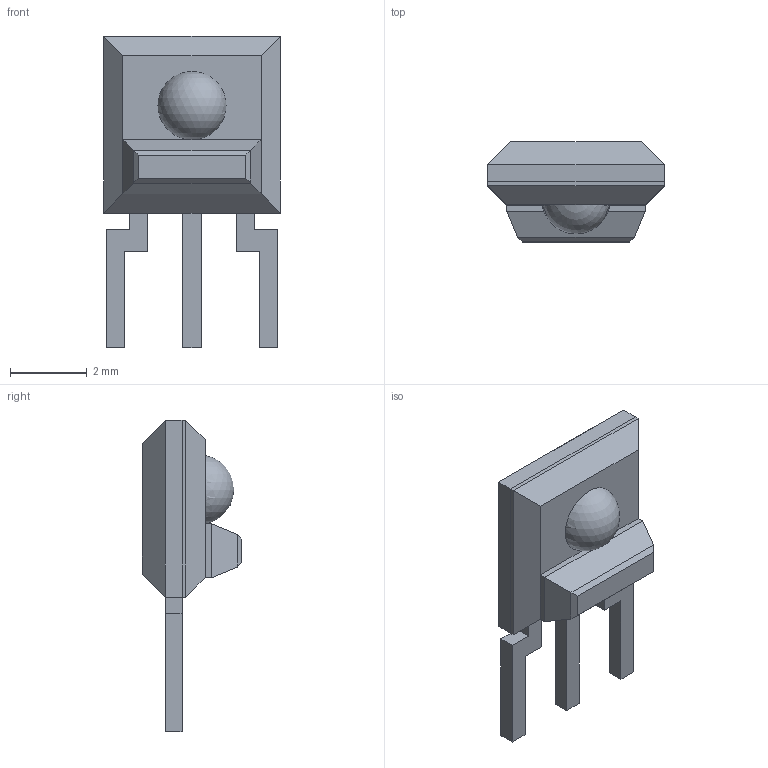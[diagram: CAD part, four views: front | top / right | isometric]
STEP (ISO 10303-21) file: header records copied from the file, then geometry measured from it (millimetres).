
FILE_DESCRIPTION(('FreeCAD Model'),'2;1');
FILE_NAME('Chamfer003.step', '2018-03-01T22:55:54',('kicad StepUp'),('ksu MCAD'), 'Open CASCADE STEP processor 6.9','FreeCAD','Unknown');
FILE_SCHEMA(('AUTOMOTIVE_DESIGN_CC2 { 1 2 10303 214 -1 1 5 4 }'));
Length unit declared in the file: millimetre
Products named in the file (2): ASSEMBLY; Chamfer003
Assembly tree (1 placements, depth 2):
  ASSEMBLY
    Chamfer003
Bounding box: 4.6 x 2.6 x 8.1 mm (x, y, z)
Volume: 36.7 mm3; surface area: 88.5 mm2
Topology: 1 solids, 1 shells, 55 faces, 129 edges, 76 vertices
Faces by surface type: plane 54, sphere 1
Entity records: 1918 total; most frequent: CARTESIAN_POINT 263, ORIENTED_EDGE 258, DIRECTION 245, EDGE_CURVE 129, LINE 127, VECTOR 127, VERTEX_POINT 77, AXIS2_PLACEMENT_3D 59
